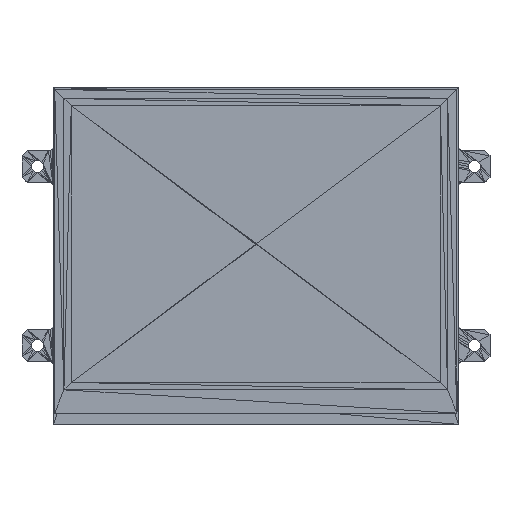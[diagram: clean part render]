
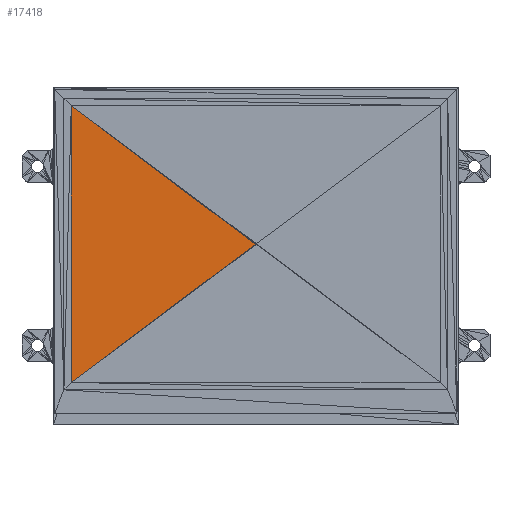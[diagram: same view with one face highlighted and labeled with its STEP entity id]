
A CAD part, top view. The second image highlights one B-rep face of the part: STEP entity #17418.
In plain terms, the highlighted planar face has unit normal (0, 0, 1).
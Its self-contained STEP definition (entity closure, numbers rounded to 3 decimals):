
#109=DIRECTION('',(0.8,0.6,0.));
#111=DIRECTION('',(0.799,-0.602,0.));
#415=DIRECTION('',(0.,1.,0.));
#866=VECTOR('',#109,1.);
#868=VECTOR('',#111,1.);
#1172=VECTOR('',#415,1.);
#2121=CARTESIAN_POINT('',(9.36,7.97,8.9));
#2132=CARTESIAN_POINT('',(9.36,60.53,8.9));
#2141=CARTESIAN_POINT('',(44.308,34.212,8.9));
#2728=VERTEX_POINT('',#2121);
#2739=VERTEX_POINT('',#2132);
#2748=VERTEX_POINT('',#2141);
#4559=LINE('',#2121,#1172);
#4589=LINE('',#2132,#868);
#4590=LINE('',#2121,#866);
#6392=EDGE_CURVE('',#2728,#2739,#4559,.T.);
#6422=EDGE_CURVE('',#2739,#2748,#4589,.T.);
#6423=EDGE_CURVE('',#2728,#2748,#4590,.T.);
#8256=ORIENTED_EDGE('',*,*,#6423,.T.);
#10058=ORIENTED_EDGE('',*,*,#6392,.F.);
#10088=ORIENTED_EDGE('',*,*,#6422,.F.);
#11308=EDGE_LOOP('',(#10088,#10058,#8256));
#12530=FACE_OUTER_BOUND('',#11308,.T.);
#14954=DIRECTION('',(0.,0.,1.));
#14955=AXIS2_PLACEMENT_3D('',#2141,#14954,#111);
#16196=PLANE('',#14955);
#17418=ADVANCED_FACE('',(#12530),#16196,.T.);
